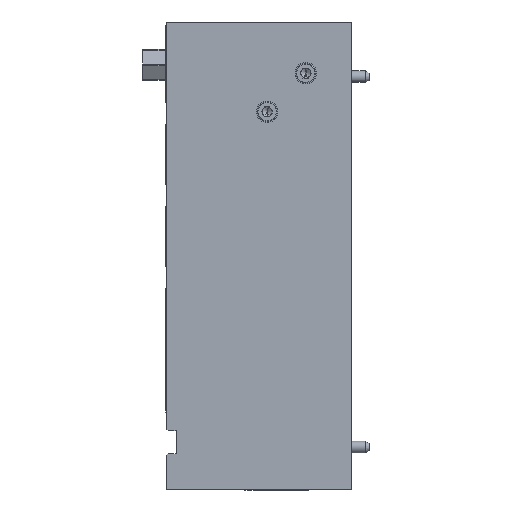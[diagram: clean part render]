
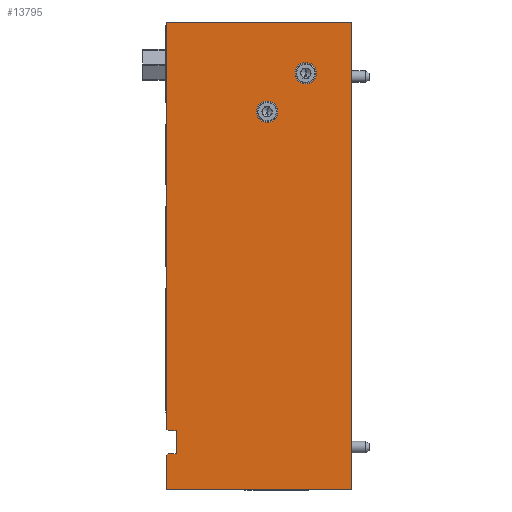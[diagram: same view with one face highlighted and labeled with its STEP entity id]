
A CAD part, left-side view. The second image highlights one B-rep face of the part: STEP entity #13795.
In plain terms, the highlighted planar face has unit normal (-1, 0, 0).
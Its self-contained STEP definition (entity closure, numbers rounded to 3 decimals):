
#122 = CARTESIAN_POINT ( 'NONE',  ( -60., 94., 30.5 ) ) ;
#1069 = CARTESIAN_POINT ( 'NONE',  ( -60., 95., 240. ) ) ;
#1071 = CARTESIAN_POINT ( 'NONE',  ( -60., 90., 18.5 ) ) ;
#1525 = DIRECTION ( 'NONE',  ( 0., 0.866, -0.5 ) ) ;
#2050 = CIRCLE ( 'NONE', #37639, 5.5 ) ;
#2094 = ORIENTED_EDGE ( 'NONE', *, *, #18360, .F. ) ;
#2831 = EDGE_CURVE ( 'NONE', #7428, #19039, #39974, .T. ) ;
#4283 = DIRECTION ( 'NONE',  ( -1., 0., 0. ) ) ;
#4689 = AXIS2_PLACEMENT_3D ( 'NONE', #17880, #33505, #22318 ) ;
#5062 = CIRCLE ( 'NONE', #32619, 5.5 ) ;
#5151 = VERTEX_POINT ( 'NONE', #5313 ) ;
#5313 = CARTESIAN_POINT ( 'NONE',  ( -60., 23.536, 208.257 ) ) ;
#5734 = ORIENTED_EDGE ( 'NONE', *, *, #9313, .F. ) ;
#6500 = EDGE_LOOP ( 'NONE', ( #40200, #2094 ) ) ;
#7170 = CARTESIAN_POINT ( 'NONE',  ( -60., 43.335, 193.958 ) ) ;
#7253 = DIRECTION ( 'NONE',  ( 0., 1., 0. ) ) ;
#7325 = FACE_BOUND ( 'NONE', #37801, .T. ) ;
#7428 = VERTEX_POINT ( 'NONE', #34499 ) ;
#7536 = ORIENTED_EDGE ( 'NONE', *, *, #7757, .F. ) ;
#7618 = EDGE_CURVE ( 'NONE', #37512, #21631, #12046, .T. ) ;
#7757 = EDGE_CURVE ( 'NONE', #19039, #26472, #24161, .T. ) ;
#7879 = ORIENTED_EDGE ( 'NONE', *, *, #47520, .T. ) ;
#8806 = DIRECTION ( 'NONE',  ( 0., 0., -1. ) ) ;
#9134 = EDGE_CURVE ( 'NONE', #7428, #33206, #29527, .T. ) ;
#9143 = DIRECTION ( 'NONE',  ( 0., -1., 0. ) ) ;
#9313 = EDGE_CURVE ( 'NONE', #26472, #26186, #10672, .T. ) ;
#9949 = EDGE_CURVE ( 'NONE', #33206, #45379, #22156, .T. ) ;
#9968 = LINE ( 'NONE', #47683, #31853 ) ;
#10160 = VECTOR ( 'NONE', #26707, 1000. ) ;
#10468 = CARTESIAN_POINT ( 'NONE',  ( -60., 95., 240. ) ) ;
#10644 = EDGE_CURVE ( 'NONE', #21631, #26186, #9968, .T. ) ;
#10672 = LINE ( 'NONE', #30548, #18563 ) ;
#11395 = CARTESIAN_POINT ( 'NONE',  ( -60., 95., 17.923 ) ) ;
#11688 = EDGE_CURVE ( 'NONE', #17673, #5151, #2050, .T. ) ;
#12046 = LINE ( 'NONE', #34659, #10160 ) ;
#12133 = FACE_BOUND ( 'NONE', #6500, .T. ) ;
#13566 = DIRECTION ( 'NONE',  ( 0., 1., 0. ) ) ;
#13795 = ADVANCED_FACE ( 'NONE', ( #12133, #48570, #7325 ), #17789, .F. ) ;
#13944 = VERTEX_POINT ( 'NONE', #18486 ) ;
#14119 = VERTEX_POINT ( 'NONE', #31705 ) ;
#14396 = ORIENTED_EDGE ( 'NONE', *, *, #19731, .F. ) ;
#15222 = CARTESIAN_POINT ( 'NONE',  ( -60., 95., 0. ) ) ;
#15398 = CIRCLE ( 'NONE', #32960, 5.5 ) ;
#16358 = CARTESIAN_POINT ( 'NONE',  ( -60., 95., 0. ) ) ;
#16444 = CARTESIAN_POINT ( 'NONE',  ( -60., 0., 0. ) ) ;
#16995 = DIRECTION ( 'NONE',  ( 0., -1., 0. ) ) ;
#17448 = CARTESIAN_POINT ( 'NONE',  ( -60., 95., 240. ) ) ;
#17559 = AXIS2_PLACEMENT_3D ( 'NONE', #17448, #41046, #13566 ) ;
#17673 = VERTEX_POINT ( 'NONE', #41040 ) ;
#17789 = PLANE ( 'NONE',  #17559 ) ;
#17880 = CARTESIAN_POINT ( 'NONE',  ( -60., 23.536, 213.757 ) ) ;
#18360 = EDGE_CURVE ( 'NONE', #5151, #17673, #35449, .T. ) ;
#18486 = CARTESIAN_POINT ( 'NONE',  ( -60., 0., 240. ) ) ;
#18563 = VECTOR ( 'NONE', #7253, 1000. ) ;
#18968 = ORIENTED_EDGE ( 'NONE', *, *, #2831, .F. ) ;
#19039 = VERTEX_POINT ( 'NONE', #46860 ) ;
#19172 = CARTESIAN_POINT ( 'NONE',  ( -60., 43.335, 193.958 ) ) ;
#19730 = DIRECTION ( 'NONE',  ( 0., -1., 0. ) ) ;
#19731 = EDGE_CURVE ( 'NONE', #14119, #33447, #15398, .T. ) ;
#21508 = ORIENTED_EDGE ( 'NONE', *, *, #23873, .F. ) ;
#21631 = VERTEX_POINT ( 'NONE', #50019 ) ;
#22156 = LINE ( 'NONE', #1069, #25823 ) ;
#22318 = DIRECTION ( 'NONE',  ( 0., 0., 1. ) ) ;
#23858 = ORIENTED_EDGE ( 'NONE', *, *, #37915, .F. ) ;
#23873 = EDGE_CURVE ( 'NONE', #13944, #25042, #41774, .T. ) ;
#23972 = CARTESIAN_POINT ( 'NONE',  ( -60., 95., 240. ) ) ;
#24161 = LINE ( 'NONE', #1071, #40547 ) ;
#24729 = CARTESIAN_POINT ( 'NONE',  ( -60., 94., 18.5 ) ) ;
#25042 = VERTEX_POINT ( 'NONE', #16444 ) ;
#25602 = VECTOR ( 'NONE', #19730, 1000. ) ;
#25823 = VECTOR ( 'NONE', #47548, 1000. ) ;
#26186 = VERTEX_POINT ( 'NONE', #122 ) ;
#26461 = DIRECTION ( 'NONE',  ( -1., 0., 0. ) ) ;
#26472 = VERTEX_POINT ( 'NONE', #39521 ) ;
#26707 = DIRECTION ( 'NONE',  ( 0., 0., -1. ) ) ;
#28575 = ORIENTED_EDGE ( 'NONE', *, *, #9949, .T. ) ;
#28862 = CARTESIAN_POINT ( 'NONE',  ( -60., 95., 18.5 ) ) ;
#29527 = LINE ( 'NONE', #24729, #50255 ) ;
#30022 = ORIENTED_EDGE ( 'NONE', *, *, #10644, .T. ) ;
#30394 = CARTESIAN_POINT ( 'NONE',  ( -60., 23.536, 213.757 ) ) ;
#30548 = CARTESIAN_POINT ( 'NONE',  ( -60., 95., 30.5 ) ) ;
#30914 = DIRECTION ( 'NONE',  ( 0., 0., 1. ) ) ;
#31469 = VECTOR ( 'NONE', #8806, 1000. ) ;
#31705 = CARTESIAN_POINT ( 'NONE',  ( -60., 43.335, 188.458 ) ) ;
#31853 = VECTOR ( 'NONE', #43435, 1000. ) ;
#32043 = VECTOR ( 'NONE', #16995, 1000. ) ;
#32619 = AXIS2_PLACEMENT_3D ( 'NONE', #19172, #4283, #30914 ) ;
#32960 = AXIS2_PLACEMENT_3D ( 'NONE', #7170, #34308, #50003 ) ;
#33206 = VERTEX_POINT ( 'NONE', #11395 ) ;
#33447 = VERTEX_POINT ( 'NONE', #36672 ) ;
#33505 = DIRECTION ( 'NONE',  ( -1., 0., 0. ) ) ;
#34308 = DIRECTION ( 'NONE',  ( -1., 0., 0. ) ) ;
#34499 = CARTESIAN_POINT ( 'NONE',  ( -60., 94., 18.5 ) ) ;
#34659 = CARTESIAN_POINT ( 'NONE',  ( -60., 95., 240. ) ) ;
#35449 = CIRCLE ( 'NONE', #4689, 5.5 ) ;
#36672 = CARTESIAN_POINT ( 'NONE',  ( -60., 43.335, 199.458 ) ) ;
#37110 = EDGE_CURVE ( 'NONE', #33447, #14119, #5062, .T. ) ;
#37512 = VERTEX_POINT ( 'NONE', #10468 ) ;
#37639 = AXIS2_PLACEMENT_3D ( 'NONE', #30394, #26461, #41367 ) ;
#37801 = EDGE_LOOP ( 'NONE', ( #49418, #14396 ) ) ;
#37915 = EDGE_CURVE ( 'NONE', #37512, #13944, #38983, .T. ) ;
#38371 = EDGE_LOOP ( 'NONE', ( #18968, #50031, #28575, #7879, #21508, #23858, #50135, #30022, #5734, #7536 ) ) ;
#38983 = LINE ( 'NONE', #23972, #25602 ) ;
#39521 = CARTESIAN_POINT ( 'NONE',  ( -60., 90., 30.5 ) ) ;
#39764 = DIRECTION ( 'NONE',  ( 0., 0., 1. ) ) ;
#39974 = LINE ( 'NONE', #28862, #41223 ) ;
#40200 = ORIENTED_EDGE ( 'NONE', *, *, #11688, .F. ) ;
#40547 = VECTOR ( 'NONE', #39764, 1000. ) ;
#41040 = CARTESIAN_POINT ( 'NONE',  ( -60., 23.536, 219.257 ) ) ;
#41046 = DIRECTION ( 'NONE',  ( 1., 0., 0. ) ) ;
#41223 = VECTOR ( 'NONE', #9143, 1000. ) ;
#41367 = DIRECTION ( 'NONE',  ( 0., 0., 1. ) ) ;
#41774 = LINE ( 'NONE', #43603, #31469 ) ;
#43435 = DIRECTION ( 'NONE',  ( 0., -0.866, -0.5 ) ) ;
#43603 = CARTESIAN_POINT ( 'NONE',  ( -60., 0., 240. ) ) ;
#45379 = VERTEX_POINT ( 'NONE', #15222 ) ;
#46860 = CARTESIAN_POINT ( 'NONE',  ( -60., 90., 18.5 ) ) ;
#47520 = EDGE_CURVE ( 'NONE', #45379, #25042, #47854, .T. ) ;
#47548 = DIRECTION ( 'NONE',  ( 0., 0., -1. ) ) ;
#47683 = CARTESIAN_POINT ( 'NONE',  ( -60., 95., 31.077 ) ) ;
#47854 = LINE ( 'NONE', #16358, #32043 ) ;
#48570 = FACE_OUTER_BOUND ( 'NONE', #38371, .T. ) ;
#49418 = ORIENTED_EDGE ( 'NONE', *, *, #37110, .F. ) ;
#50003 = DIRECTION ( 'NONE',  ( 0., 0., 1. ) ) ;
#50019 = CARTESIAN_POINT ( 'NONE',  ( -60., 95., 31.077 ) ) ;
#50031 = ORIENTED_EDGE ( 'NONE', *, *, #9134, .T. ) ;
#50135 = ORIENTED_EDGE ( 'NONE', *, *, #7618, .T. ) ;
#50255 = VECTOR ( 'NONE', #1525, 1000. ) ;
